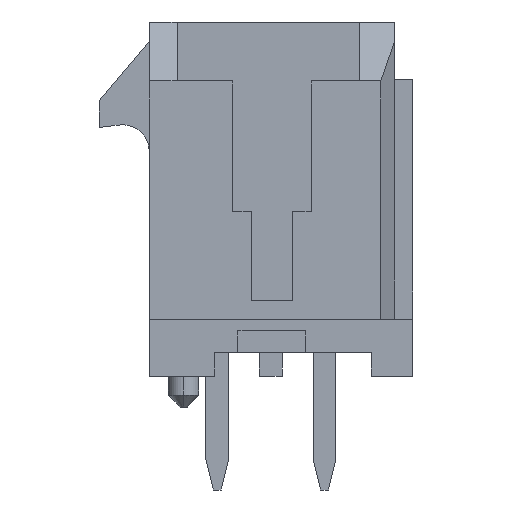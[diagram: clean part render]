
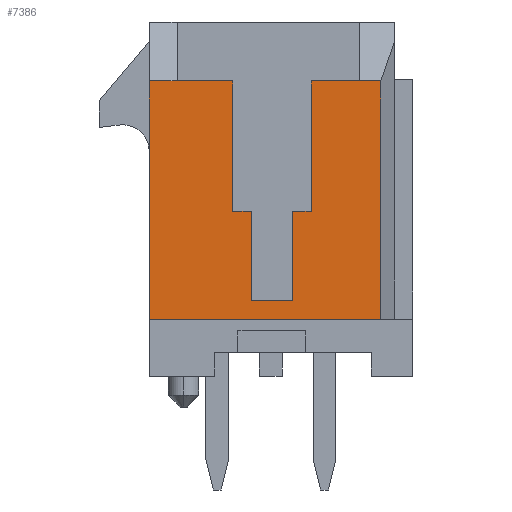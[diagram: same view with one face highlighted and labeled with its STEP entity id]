
A CAD part, left-side view. The second image highlights one B-rep face of the part: STEP entity #7386.
In plain terms, the highlighted planar face has unit normal (-1, 0, 0).
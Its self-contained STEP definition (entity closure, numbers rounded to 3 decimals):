
#1=DIRECTION('',(0.,0.,-1.));
#2=VECTOR('',#1,3.65);
#3=CARTESIAN_POINT('',(-12.325,-1.1,3.305));
#4=LINE('',#3,#2);
#5=DIRECTION('',(0.,1.,0.));
#6=VECTOR('',#5,1.35);
#7=CARTESIAN_POINT('',(-12.325,-2.45,3.305));
#8=LINE('',#7,#6);
#9=DIRECTION('',(0.,-1.,0.));
#10=VECTOR('',#9,0.6);
#11=CARTESIAN_POINT('',(-12.325,-2.45,3.305));
#12=LINE('',#11,#10);
#13=DIRECTION('',(0.,0.,-1.));
#14=VECTOR('',#13,6.66);
#15=CARTESIAN_POINT('',(-12.325,-3.05,3.305));
#16=LINE('',#15,#14);
#17=DIRECTION('',(0.,1.,0.));
#18=VECTOR('',#17,6.48);
#19=CARTESIAN_POINT('',(-12.325,-3.05,-3.355));
#20=LINE('',#19,#18);
#21=DIRECTION('',(0.,0.,1.));
#22=VECTOR('',#21,6.66);
#23=CARTESIAN_POINT('',(-12.325,3.43,-3.355));
#24=LINE('',#23,#22);
#25=DIRECTION('',(0.,-1.,0.));
#26=VECTOR('',#25,0.78);
#27=CARTESIAN_POINT('',(-12.325,3.43,3.305));
#28=LINE('',#27,#26);
#29=DIRECTION('',(0.,1.,0.));
#30=VECTOR('',#29,1.55);
#31=CARTESIAN_POINT('',(-12.325,1.1,3.305));
#32=LINE('',#31,#30);
#33=DIRECTION('',(0.,0.,-1.));
#34=VECTOR('',#33,3.65);
#35=CARTESIAN_POINT('',(-12.325,1.1,3.305));
#36=LINE('',#35,#34);
#37=DIRECTION('',(0.,1.,0.));
#38=VECTOR('',#37,0.525);
#39=CARTESIAN_POINT('',(-12.325,0.575,-0.345));
#40=LINE('',#39,#38);
#41=DIRECTION('',(0.,0.,1.));
#42=VECTOR('',#41,2.5);
#43=CARTESIAN_POINT('',(-12.325,0.575,-2.845));
#44=LINE('',#43,#42);
#45=DIRECTION('',(0.,1.,0.));
#46=VECTOR('',#45,1.15);
#47=CARTESIAN_POINT('',(-12.325,-0.575,-2.845));
#48=LINE('',#47,#46);
#49=DIRECTION('',(0.,0.,-1.));
#50=VECTOR('',#49,2.5);
#51=CARTESIAN_POINT('',(-12.325,-0.575,-0.345));
#52=LINE('',#51,#50);
#53=DIRECTION('',(0.,1.,0.));
#54=VECTOR('',#53,0.525);
#55=CARTESIAN_POINT('',(-12.325,-1.1,-0.345));
#56=LINE('',#55,#54);
#5524=CARTESIAN_POINT('',(-12.325,3.43,3.305));
#5526=VERTEX_POINT('',#5524);
#5579=CARTESIAN_POINT('',(-12.325,2.65,3.305));
#5580=VERTEX_POINT('',#5579);
#5581=CARTESIAN_POINT('',(-12.325,-2.45,3.305));
#5582=VERTEX_POINT('',#5581);
#6697=CARTESIAN_POINT('',(-12.325,3.43,-3.355));
#6698=VERTEX_POINT('',#6697);
#6761=CARTESIAN_POINT('',(-12.325,-3.05,3.305));
#6762=VERTEX_POINT('',#6761);
#6763=CARTESIAN_POINT('',(-12.325,-3.05,-3.355));
#6764=VERTEX_POINT('',#6763);
#6897=CARTESIAN_POINT('',(-12.325,-1.1,-0.345));
#6898=VERTEX_POINT('',#6897);
#6899=CARTESIAN_POINT('',(-12.325,-0.575,-0.345));
#6900=VERTEX_POINT('',#6899);
#6901=CARTESIAN_POINT('',(-12.325,-0.575,-2.845));
#6902=VERTEX_POINT('',#6901);
#6903=CARTESIAN_POINT('',(-12.325,0.575,-2.845));
#6904=VERTEX_POINT('',#6903);
#6905=CARTESIAN_POINT('',(-12.325,0.575,-0.345));
#6906=VERTEX_POINT('',#6905);
#6907=CARTESIAN_POINT('',(-12.325,1.1,-0.345));
#6908=VERTEX_POINT('',#6907);
#6909=CARTESIAN_POINT('',(-12.325,-1.1,3.305));
#6910=VERTEX_POINT('',#6909);
#6911=CARTESIAN_POINT('',(-12.325,1.1,3.305));
#6912=VERTEX_POINT('',#6911);
#7351=CARTESIAN_POINT('',(-12.325,0.,0.));
#7352=DIRECTION('',(1.,0.,0.));
#7353=DIRECTION('',(0.,0.,-1.));
#7354=AXIS2_PLACEMENT_3D('',#7351,#7352,#7353);
#7355=PLANE('',#7354);
#7357=ORIENTED_EDGE('',*,*,#7356,.F.);
#7359=ORIENTED_EDGE('',*,*,#7358,.F.);
#7361=ORIENTED_EDGE('',*,*,#7360,.T.);
#7363=ORIENTED_EDGE('',*,*,#7362,.T.);
#7365=ORIENTED_EDGE('',*,*,#7364,.T.);
#7367=ORIENTED_EDGE('',*,*,#7366,.T.);
#7369=ORIENTED_EDGE('',*,*,#7368,.T.);
#7371=ORIENTED_EDGE('',*,*,#7370,.F.);
#7373=ORIENTED_EDGE('',*,*,#7372,.T.);
#7375=ORIENTED_EDGE('',*,*,#7374,.F.);
#7377=ORIENTED_EDGE('',*,*,#7376,.F.);
#7379=ORIENTED_EDGE('',*,*,#7378,.F.);
#7381=ORIENTED_EDGE('',*,*,#7380,.F.);
#7383=ORIENTED_EDGE('',*,*,#7382,.F.);
#7384=EDGE_LOOP('',(#7357,#7359,#7361,#7363,#7365,#7367,#7369,#7371,#7373,#7375,
#7377,#7379,#7381,#7383));
#7385=FACE_OUTER_BOUND('',#7384,.F.);
#7386=ADVANCED_FACE('',(#7385),#7355,.F.);
#7356=EDGE_CURVE('',#6910,#6898,#4,.T.);
#7358=EDGE_CURVE('',#5582,#6910,#8,.T.);
#7360=EDGE_CURVE('',#5582,#6762,#12,.T.);
#7362=EDGE_CURVE('',#6762,#6764,#16,.T.);
#7364=EDGE_CURVE('',#6764,#6698,#20,.T.);
#7366=EDGE_CURVE('',#6698,#5526,#24,.T.);
#7368=EDGE_CURVE('',#5526,#5580,#28,.T.);
#7370=EDGE_CURVE('',#6912,#5580,#32,.T.);
#7372=EDGE_CURVE('',#6912,#6908,#36,.T.);
#7374=EDGE_CURVE('',#6906,#6908,#40,.T.);
#7376=EDGE_CURVE('',#6904,#6906,#44,.T.);
#7378=EDGE_CURVE('',#6902,#6904,#48,.T.);
#7380=EDGE_CURVE('',#6900,#6902,#52,.T.);
#7382=EDGE_CURVE('',#6898,#6900,#56,.T.);
